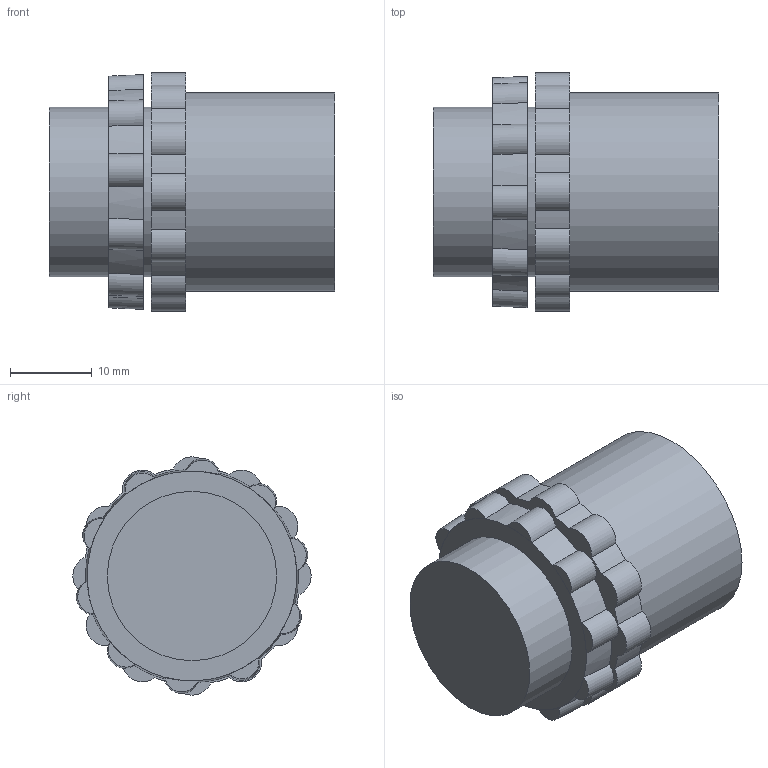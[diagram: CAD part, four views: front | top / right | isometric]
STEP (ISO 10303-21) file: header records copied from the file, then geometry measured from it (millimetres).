
FILE_DESCRIPTION(/* description */ (''),/* implementation_level */ '2;1');
FILE_NAME(/* name */ '',/* time_stamp */ '2023-09-07T11:16:26+07:00',/* author */ ('zeta-09'),/* organization */ (''),/* preprocessor_version */ 'ST-DEVELOPER v19.2',/* originating_system */ 'Autodesk Inventor 2024',/* authorisation */ '');
FILE_SCHEMA (('AUTOMOTIVE_DESIGN { 1 0 10303 214 3 1 1 }'));
Length unit declared in the file: millimetre
Products named in the file (1): Деталь5
Bounding box: 34.9 x 29.1 x 29.1 mm (x, y, z)
Volume: 16079.3 mm3; surface area: 4747.1 mm2
Topology: 11 solids, 11 shells, 93 faces, 221 edges, 154 vertices
Faces by surface type: bspline 30, cylinder 27, plane 26, cone 10
Full cylindrical faces by diameter (mm): 20.7 x2, 24.2 x1
Entity records: 3014 total; most frequent: CARTESIAN_POINT 659, DIRECTION 503, ORIENTED_EDGE 442, EDGE_CURVE 221, AXIS2_PLACEMENT_3D 218, CIRCLE 154, VERTEX_POINT 154, STYLED_ITEM 104
